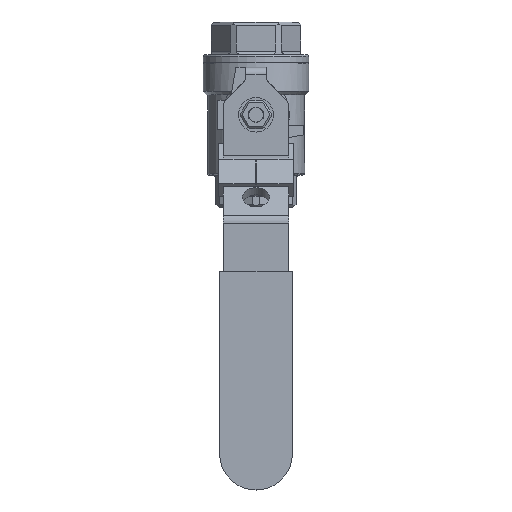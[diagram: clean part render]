
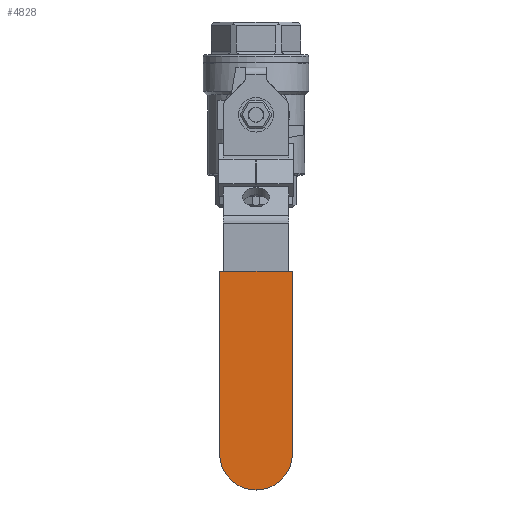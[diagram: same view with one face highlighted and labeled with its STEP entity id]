
A CAD part, top view. The second image highlights one B-rep face of the part: STEP entity #4828.
In plain terms, the highlighted face is planar.
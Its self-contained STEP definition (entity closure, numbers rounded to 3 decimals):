
#199=PLANE('',#5171);
#527=LINE('',#7316,#920);
#533=LINE('',#7330,#926);
#539=LINE('',#7342,#932);
#920=VECTOR('',#5990,1000.);
#926=VECTOR('',#5998,1000.);
#932=VECTOR('',#6006,1000.);
#1823=ORIENTED_EDGE('',*,*,#2509,.T.);
#1824=ORIENTED_EDGE('',*,*,#2494,.F.);
#1825=ORIENTED_EDGE('',*,*,#2506,.F.);
#1826=ORIENTED_EDGE('',*,*,#2500,.F.);
#2494=EDGE_CURVE('',#2907,#2908,#527,.T.);
#2500=EDGE_CURVE('',#2913,#2914,#533,.T.);
#2506=EDGE_CURVE('',#2914,#2907,#539,.T.);
#2509=EDGE_CURVE('',#2913,#2908,#3088,.F.);
#2907=VERTEX_POINT('',#7317);
#2908=VERTEX_POINT('',#7318);
#2913=VERTEX_POINT('',#7329);
#2914=VERTEX_POINT('',#7331);
#3088=CIRCLE('',#5172,10.);
#3287=EDGE_LOOP('',(#1823,#1824,#1825,#1826));
#3545=FACE_BOUND('',#3287,.T.);
#4828=ADVANCED_FACE('',(#3545),#199,.F.);
#5171=AXIS2_PLACEMENT_3D('',#7346,#6012,#6013);
#5172=AXIS2_PLACEMENT_3D('',#7347,#6014,#6015);
#5990=DIRECTION('',(-1.,0.,0.));
#5998=DIRECTION('',(1.,0.,0.));
#6006=DIRECTION('',(0.,0.,-1.));
#6012=DIRECTION('',(0.,1.,0.));
#6013=DIRECTION('',(0.,0.,1.));
#6014=DIRECTION('',(0.,1.,0.));
#6015=DIRECTION('',(0.,0.,1.));
#7316=CARTESIAN_POINT('',(60.,0.,0.));
#7317=CARTESIAN_POINT('',(60.,0.,0.));
#7318=CARTESIAN_POINT('',(10.,0.,0.));
#7329=CARTESIAN_POINT('',(10.,0.,20.));
#7330=CARTESIAN_POINT('',(0.,0.,20.));
#7331=CARTESIAN_POINT('',(60.,0.,20.));
#7342=CARTESIAN_POINT('',(60.,0.,20.));
#7346=CARTESIAN_POINT('',(0.,0.,0.));
#7347=CARTESIAN_POINT('',(10.,0.,10.));
